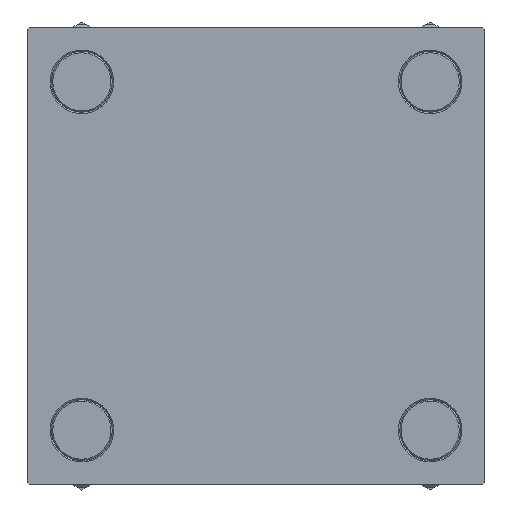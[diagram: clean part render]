
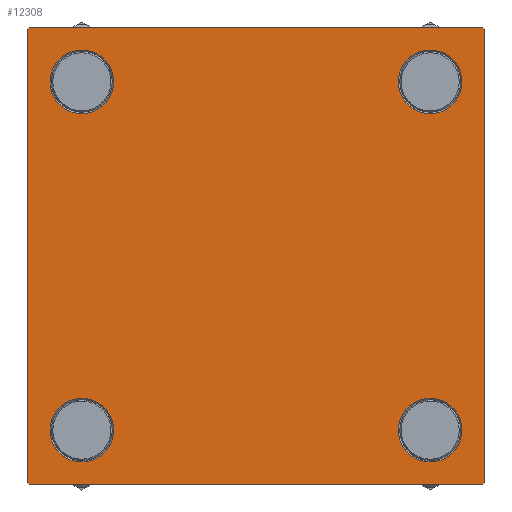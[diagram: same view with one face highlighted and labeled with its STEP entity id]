
A CAD part, left-side view. The second image highlights one B-rep face of the part: STEP entity #12308.
In plain terms, the highlighted planar face has unit normal (-1, 0, 0).
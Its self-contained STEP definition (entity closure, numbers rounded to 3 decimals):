
#888 = CARTESIAN_POINT ( 'NONE',  ( 0., -82.5, 82.5 ) ) ;
#914 = LINE ( 'NONE', #1918, #1126 ) ;
#1114 = EDGE_LOOP ( 'NONE', ( #34937, #24122 ) ) ;
#1126 = VECTOR ( 'NONE', #17443, 1000. ) ;
#1332 = CARTESIAN_POINT ( 'NONE',  ( 0., 62.95, 62.95 ) ) ;
#1882 = CARTESIAN_POINT ( 'NONE',  ( 0., -82., -82.5 ) ) ;
#1888 = DIRECTION ( 'NONE',  ( 0., 0., -1. ) ) ;
#1918 = CARTESIAN_POINT ( 'NONE',  ( 0., 82.5, 82.5 ) ) ;
#2226 = ORIENTED_EDGE ( 'NONE', *, *, #48088, .T. ) ;
#2252 = DIRECTION ( 'NONE',  ( 1., 0., 0. ) ) ;
#2297 = FACE_BOUND ( 'NONE', #24673, .T. ) ;
#2373 = CARTESIAN_POINT ( 'NONE',  ( 0., 82.25, 82.25 ) ) ;
#3231 = ORIENTED_EDGE ( 'NONE', *, *, #3962, .T. ) ;
#3962 = EDGE_CURVE ( 'NONE', #46952, #35552, #13013, .T. ) ;
#4209 = VERTEX_POINT ( 'NONE', #15643 ) ;
#4547 = DIRECTION ( 'NONE',  ( 0., -0.707, 0.707 ) ) ;
#5885 = VECTOR ( 'NONE', #25647, 1000. ) ;
#6507 = DIRECTION ( 'NONE',  ( 0., 0.707, 0.707 ) ) ;
#6691 = CARTESIAN_POINT ( 'NONE',  ( 0., 82.5, -82.5 ) ) ;
#6811 = VECTOR ( 'NONE', #4547, 1000. ) ;
#7003 = EDGE_CURVE ( 'NONE', #14868, #31440, #25836, .T. ) ;
#7131 = CIRCLE ( 'NONE', #48576, 11.5 ) ;
#7506 = AXIS2_PLACEMENT_3D ( 'NONE', #9682, #39959, #32832 ) ;
#7656 = VERTEX_POINT ( 'NONE', #20783 ) ;
#7760 = DIRECTION ( 'NONE',  ( 1., 0., 0. ) ) ;
#8217 = VERTEX_POINT ( 'NONE', #12533 ) ;
#9258 = EDGE_CURVE ( 'NONE', #7656, #33662, #20371, .T. ) ;
#9335 = AXIS2_PLACEMENT_3D ( 'NONE', #38264, #7760, #10808 ) ;
#9622 = AXIS2_PLACEMENT_3D ( 'NONE', #1332, #16851, #13038 ) ;
#9682 = CARTESIAN_POINT ( 'NONE',  ( 0., 0., 0. ) ) ;
#9826 = EDGE_CURVE ( 'NONE', #8217, #30526, #21721, .T. ) ;
#10808 = DIRECTION ( 'NONE',  ( 0., 0., 1. ) ) ;
#10836 = DIRECTION ( 'NONE',  ( 0., 0., 1. ) ) ;
#10866 = CARTESIAN_POINT ( 'NONE',  ( 0., -82.5, -82. ) ) ;
#12188 = VECTOR ( 'NONE', #41531, 1000. ) ;
#12308 = ADVANCED_FACE ( 'NONE', ( #33078, #44541, #24701, #2297, #40212 ), #17326, .T. ) ;
#12468 = DIRECTION ( 'NONE',  ( 0., 0., 1. ) ) ;
#12533 = CARTESIAN_POINT ( 'NONE',  ( 0., 82., -82.5 ) ) ;
#12870 = ORIENTED_EDGE ( 'NONE', *, *, #49961, .F. ) ;
#12963 = CARTESIAN_POINT ( 'NONE',  ( 0., 62.95, 74.45 ) ) ;
#13013 = CIRCLE ( 'NONE', #41423, 11.5 ) ;
#13038 = DIRECTION ( 'NONE',  ( 0., 0., 1. ) ) ;
#13095 = LINE ( 'NONE', #28609, #40993 ) ;
#13704 = DIRECTION ( 'NONE',  ( 1., 0., 0. ) ) ;
#13963 = LINE ( 'NONE', #44982, #5885 ) ;
#14638 = VECTOR ( 'NONE', #6507, 1000. ) ;
#14868 = VERTEX_POINT ( 'NONE', #38600 ) ;
#15120 = EDGE_LOOP ( 'NONE', ( #24119, #21510, #47973, #18320, #32510, #17700, #12870, #29855 ) ) ;
#15148 = DIRECTION ( 'NONE',  ( 1., 0., 0. ) ) ;
#15534 = CARTESIAN_POINT ( 'NONE',  ( 0., -62.95, 51.45 ) ) ;
#15643 = CARTESIAN_POINT ( 'NONE',  ( 0., 62.95, 51.45 ) ) ;
#15740 = CARTESIAN_POINT ( 'NONE',  ( 0., -82.25, -82.25 ) ) ;
#16282 = AXIS2_PLACEMENT_3D ( 'NONE', #47318, #39419, #12468 ) ;
#16851 = DIRECTION ( 'NONE',  ( 1., 0., 0. ) ) ;
#16960 = CARTESIAN_POINT ( 'NONE',  ( 0., -82., 82.5 ) ) ;
#17129 = EDGE_CURVE ( 'NONE', #30526, #34749, #28443, .T. ) ;
#17154 = AXIS2_PLACEMENT_3D ( 'NONE', #39005, #34693, #42589 ) ;
#17326 = PLANE ( 'NONE',  #7506 ) ;
#17443 = DIRECTION ( 'NONE',  ( 0., -1., 0. ) ) ;
#17527 = DIRECTION ( 'NONE',  ( 0., 0., 1. ) ) ;
#17700 = ORIENTED_EDGE ( 'NONE', *, *, #7003, .T. ) ;
#17748 = ORIENTED_EDGE ( 'NONE', *, *, #9258, .T. ) ;
#18320 = ORIENTED_EDGE ( 'NONE', *, *, #17129, .T. ) ;
#19619 = AXIS2_PLACEMENT_3D ( 'NONE', #49036, #13704, #44729 ) ;
#19717 = LINE ( 'NONE', #888, #21503 ) ;
#20190 = EDGE_CURVE ( 'NONE', #37063, #28611, #37213, .T. ) ;
#20371 = CIRCLE ( 'NONE', #42295, 11.5 ) ;
#20783 = CARTESIAN_POINT ( 'NONE',  ( 0., -62.95, -74.45 ) ) ;
#21154 = EDGE_CURVE ( 'NONE', #26625, #31854, #43112, .T. ) ;
#21220 = DIRECTION ( 'NONE',  ( 0., -0.707, -0.707 ) ) ;
#21503 = VECTOR ( 'NONE', #1888, 1000. ) ;
#21510 = ORIENTED_EDGE ( 'NONE', *, *, #39662, .T. ) ;
#21589 = CARTESIAN_POINT ( 'NONE',  ( 0., -62.95, -62.95 ) ) ;
#21721 = LINE ( 'NONE', #6691, #26916 ) ;
#22467 = DIRECTION ( 'NONE',  ( 0., -1., 0. ) ) ;
#24119 = ORIENTED_EDGE ( 'NONE', *, *, #29095, .T. ) ;
#24122 = ORIENTED_EDGE ( 'NONE', *, *, #36147, .T. ) ;
#24673 = EDGE_LOOP ( 'NONE', ( #2226, #30359 ) ) ;
#24701 = FACE_BOUND ( 'NONE', #48173, .T. ) ;
#25578 = CARTESIAN_POINT ( 'NONE',  ( 0., 82.5, 82. ) ) ;
#25647 = DIRECTION ( 'NONE',  ( 0., 0., -1. ) ) ;
#25836 = LINE ( 'NONE', #41350, #14638 ) ;
#26081 = CARTESIAN_POINT ( 'NONE',  ( 0., 62.95, -62.95 ) ) ;
#26207 = EDGE_CURVE ( 'NONE', #33662, #7656, #43109, .T. ) ;
#26625 = VERTEX_POINT ( 'NONE', #47545 ) ;
#26726 = EDGE_CURVE ( 'NONE', #4209, #31221, #38259, .T. ) ;
#26916 = VECTOR ( 'NONE', #22467, 1000. ) ;
#27091 = DIRECTION ( 'NONE',  ( 0., 0., 1. ) ) ;
#28443 = LINE ( 'NONE', #15740, #6811 ) ;
#28593 = VERTEX_POINT ( 'NONE', #29891 ) ;
#28609 = CARTESIAN_POINT ( 'NONE',  ( 0., 82.25, -82.25 ) ) ;
#28611 = VERTEX_POINT ( 'NONE', #25578 ) ;
#28852 = CIRCLE ( 'NONE', #9335, 11.5 ) ;
#29095 = EDGE_CURVE ( 'NONE', #28611, #28593, #13963, .T. ) ;
#29855 = ORIENTED_EDGE ( 'NONE', *, *, #20190, .T. ) ;
#29891 = CARTESIAN_POINT ( 'NONE',  ( 0., 82.5, -82. ) ) ;
#30184 = CARTESIAN_POINT ( 'NONE',  ( 0., 62.95, -62.95 ) ) ;
#30359 = ORIENTED_EDGE ( 'NONE', *, *, #26726, .T. ) ;
#30526 = VERTEX_POINT ( 'NONE', #1882 ) ;
#31221 = VERTEX_POINT ( 'NONE', #12963 ) ;
#31440 = VERTEX_POINT ( 'NONE', #16960 ) ;
#31854 = VERTEX_POINT ( 'NONE', #15534 ) ;
#32273 = CARTESIAN_POINT ( 'NONE',  ( 0., 62.95, -51.45 ) ) ;
#32378 = CIRCLE ( 'NONE', #9622, 11.5 ) ;
#32510 = ORIENTED_EDGE ( 'NONE', *, *, #39617, .F. ) ;
#32832 = DIRECTION ( 'NONE',  ( 0., 0., 1. ) ) ;
#33078 = FACE_BOUND ( 'NONE', #1114, .T. ) ;
#33662 = VERTEX_POINT ( 'NONE', #40759 ) ;
#34693 = DIRECTION ( 'NONE',  ( 1., 0., 0. ) ) ;
#34749 = VERTEX_POINT ( 'NONE', #10866 ) ;
#34937 = ORIENTED_EDGE ( 'NONE', *, *, #21154, .T. ) ;
#35552 = VERTEX_POINT ( 'NONE', #32273 ) ;
#36147 = EDGE_CURVE ( 'NONE', #31854, #26625, #28852, .T. ) ;
#37063 = VERTEX_POINT ( 'NONE', #47714 ) ;
#37068 = ORIENTED_EDGE ( 'NONE', *, *, #26207, .T. ) ;
#37213 = LINE ( 'NONE', #2373, #12188 ) ;
#38259 = CIRCLE ( 'NONE', #19619, 11.5 ) ;
#38264 = CARTESIAN_POINT ( 'NONE',  ( 0., -62.95, 62.95 ) ) ;
#38600 = CARTESIAN_POINT ( 'NONE',  ( 0., -82.5, 82. ) ) ;
#39005 = CARTESIAN_POINT ( 'NONE',  ( 0., -62.95, -62.95 ) ) ;
#39419 = DIRECTION ( 'NONE',  ( 1., 0., 0. ) ) ;
#39617 = EDGE_CURVE ( 'NONE', #14868, #34749, #19717, .T. ) ;
#39662 = EDGE_CURVE ( 'NONE', #28593, #8217, #13095, .T. ) ;
#39959 = DIRECTION ( 'NONE',  ( -1., 0., 0. ) ) ;
#40212 = FACE_OUTER_BOUND ( 'NONE', #15120, .T. ) ;
#40759 = CARTESIAN_POINT ( 'NONE',  ( 0., -62.95, -51.45 ) ) ;
#40956 = EDGE_LOOP ( 'NONE', ( #37068, #17748 ) ) ;
#40993 = VECTOR ( 'NONE', #21220, 1000. ) ;
#41350 = CARTESIAN_POINT ( 'NONE',  ( 0., -82.25, 82.25 ) ) ;
#41423 = AXIS2_PLACEMENT_3D ( 'NONE', #26081, #15148, #27091 ) ;
#41531 = DIRECTION ( 'NONE',  ( 0., 0.707, -0.707 ) ) ;
#41882 = ORIENTED_EDGE ( 'NONE', *, *, #47394, .T. ) ;
#42295 = AXIS2_PLACEMENT_3D ( 'NONE', #21589, #2252, #17527 ) ;
#42589 = DIRECTION ( 'NONE',  ( 0., 0., 1. ) ) ;
#43109 = CIRCLE ( 'NONE', #17154, 11.5 ) ;
#43112 = CIRCLE ( 'NONE', #16282, 11.5 ) ;
#43744 = CARTESIAN_POINT ( 'NONE',  ( 0., 62.95, -74.45 ) ) ;
#44541 = FACE_BOUND ( 'NONE', #40956, .T. ) ;
#44729 = DIRECTION ( 'NONE',  ( 0., 0., 1. ) ) ;
#44982 = CARTESIAN_POINT ( 'NONE',  ( 0., 82.5, 82.5 ) ) ;
#45699 = DIRECTION ( 'NONE',  ( 1., 0., 0. ) ) ;
#46952 = VERTEX_POINT ( 'NONE', #43744 ) ;
#47318 = CARTESIAN_POINT ( 'NONE',  ( 0., -62.95, 62.95 ) ) ;
#47394 = EDGE_CURVE ( 'NONE', #35552, #46952, #7131, .T. ) ;
#47545 = CARTESIAN_POINT ( 'NONE',  ( 0., -62.95, 74.45 ) ) ;
#47714 = CARTESIAN_POINT ( 'NONE',  ( 0., 82., 82.5 ) ) ;
#47973 = ORIENTED_EDGE ( 'NONE', *, *, #9826, .T. ) ;
#48088 = EDGE_CURVE ( 'NONE', #31221, #4209, #32378, .T. ) ;
#48173 = EDGE_LOOP ( 'NONE', ( #41882, #3231 ) ) ;
#48576 = AXIS2_PLACEMENT_3D ( 'NONE', #30184, #45699, #10836 ) ;
#49036 = CARTESIAN_POINT ( 'NONE',  ( 0., 62.95, 62.95 ) ) ;
#49961 = EDGE_CURVE ( 'NONE', #37063, #31440, #914, .T. ) ;
